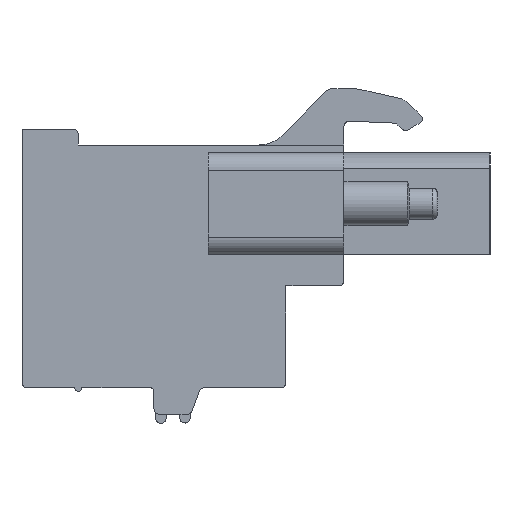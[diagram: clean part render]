
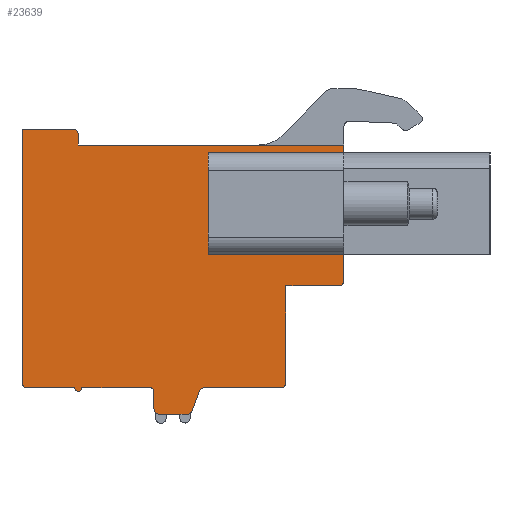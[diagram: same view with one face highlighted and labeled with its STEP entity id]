
A CAD part, left-side view. The second image highlights one B-rep face of the part: STEP entity #23639.
In plain terms, the highlighted planar face has unit normal (-1, 0, 0).
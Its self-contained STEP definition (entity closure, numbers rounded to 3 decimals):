
#4102=DIRECTION('',(0.,0.,1.));
#4103=VECTOR('',#4102,5.8);
#4104=CARTESIAN_POINT('',(-107.3,2.04,0.73));
#4105=LINE('',#4104,#4103);
#4154=DIRECTION('',(0.,0.,1.));
#4155=VECTOR('',#4154,5.8);
#4156=CARTESIAN_POINT('',(-107.3,-4.06,0.73));
#4157=LINE('',#4156,#4155);
#4158=DIRECTION('',(0.,1.,0.));
#4159=VECTOR('',#4158,6.1);
#4160=CARTESIAN_POINT('',(-107.3,-4.06,0.73));
#4161=LINE('',#4160,#4159);
#4162=DIRECTION('',(0.,1.,0.));
#4163=VECTOR('',#4162,6.1);
#4164=CARTESIAN_POINT('',(-107.3,-4.06,6.53));
#4165=LINE('',#4164,#4163);
#4166=CARTESIAN_POINT('',(-107.3,-5.36,-0.74));
#4167=DIRECTION('',(1.,0.,0.));
#4168=DIRECTION('',(0.,-1.,0.));
#4169=AXIS2_PLACEMENT_3D('',#4166,#4167,#4168);
#4171=DIRECTION('',(0.,-1.,0.));
#4172=VECTOR('',#4171,3.);
#4173=CARTESIAN_POINT('',(-107.3,-2.36,-1.04));
#4174=LINE('',#4173,#4172);
#4175=CARTESIAN_POINT('',(-107.3,-2.06,-6.54));
#4176=DIRECTION('',(1.,0.,0.));
#4177=DIRECTION('',(0.,-1.,0.));
#4178=AXIS2_PLACEMENT_3D('',#4175,#4176,#4177);
#4180=DIRECTION('',(0.,1.,0.));
#4181=VECTOR('',#4180,4.34);
#4182=CARTESIAN_POINT('',(-107.3,-2.06,-6.84));
#4183=LINE('',#4182,#4181);
#4184=CARTESIAN_POINT('',(-107.3,2.28,-7.14));
#4185=DIRECTION('',(-1.,0.,0.));
#4186=DIRECTION('',(0.,0.,1.));
#4187=AXIS2_PLACEMENT_3D('',#4184,#4185,#4186);
#4189=DIRECTION('',(0.,0.345,-0.939));
#4190=VECTOR('',#4189,1.179);
#4191=CARTESIAN_POINT('',(-107.3,2.562,-7.037));
#4192=LINE('',#4191,#4190);
#4193=CARTESIAN_POINT('',(-107.3,3.25,-8.04));
#4194=DIRECTION('',(1.,0.,0.));
#4195=DIRECTION('',(0.,-0.939,-0.345));
#4196=AXIS2_PLACEMENT_3D('',#4193,#4194,#4195);
#4198=DIRECTION('',(0.,1.,0.));
#4199=VECTOR('',#4198,1.59);
#4200=CARTESIAN_POINT('',(-107.3,3.25,-8.34));
#4201=LINE('',#4200,#4199);
#4202=CARTESIAN_POINT('',(-107.3,4.84,-8.04));
#4203=DIRECTION('',(1.,0.,0.));
#4204=DIRECTION('',(0.,0.,-1.));
#4205=AXIS2_PLACEMENT_3D('',#4202,#4203,#4204);
#4207=DIRECTION('',(0.,0.,1.));
#4208=VECTOR('',#4207,1.);
#4209=CARTESIAN_POINT('',(-107.3,5.14,-8.04));
#4210=LINE('',#4209,#4208);
#4211=CARTESIAN_POINT('',(-107.3,5.34,-7.04));
#4212=DIRECTION('',(-1.,0.,0.));
#4213=DIRECTION('',(0.,-1.,0.));
#4214=AXIS2_PLACEMENT_3D('',#4211,#4212,#4213);
#4216=DIRECTION('',(0.,1.,0.));
#4217=VECTOR('',#4216,3.9);
#4218=CARTESIAN_POINT('',(-107.3,5.34,-6.84));
#4219=LINE('',#4218,#4217);
#4220=CARTESIAN_POINT('',(-107.3,9.44,-6.84));
#4221=DIRECTION('',(1.,0.,0.));
#4222=DIRECTION('',(0.,-1.,0.));
#4223=AXIS2_PLACEMENT_3D('',#4220,#4221,#4222);
#4225=DIRECTION('',(0.,1.,0.));
#4226=VECTOR('',#4225,2.7);
#4227=CARTESIAN_POINT('',(-107.3,9.64,-6.84));
#4228=LINE('',#4227,#4226);
#4229=CARTESIAN_POINT('',(-107.3,12.34,-6.54));
#4230=DIRECTION('',(1.,0.,0.));
#4231=DIRECTION('',(0.,0.,-1.));
#4232=AXIS2_PLACEMENT_3D('',#4229,#4230,#4231);
#4234=DIRECTION('',(0.,0.,1.));
#4235=VECTOR('',#4234,14.4);
#4236=CARTESIAN_POINT('',(-107.3,12.64,-6.54));
#4237=LINE('',#4236,#4235);
#4238=DIRECTION('',(0.,-1.,0.));
#4239=VECTOR('',#4238,2.9);
#4240=CARTESIAN_POINT('',(-107.3,12.64,7.86));
#4241=LINE('',#4240,#4239);
#4242=CARTESIAN_POINT('',(-107.3,9.74,7.56));
#4243=DIRECTION('',(1.,0.,0.));
#4244=DIRECTION('',(0.,0.,1.));
#4245=AXIS2_PLACEMENT_3D('',#4242,#4243,#4244);
#4247=DIRECTION('',(0.,0.,-1.));
#4248=VECTOR('',#4247,0.6);
#4249=CARTESIAN_POINT('',(-107.3,9.44,7.56));
#4250=LINE('',#4249,#4248);
#4251=DIRECTION('',(0.,-1.,0.));
#4252=VECTOR('',#4251,15.1);
#4253=CARTESIAN_POINT('',(-107.3,9.44,6.96));
#4254=LINE('',#4253,#4252);
#4255=DIRECTION('',(0.,0.,-1.));
#4256=VECTOR('',#4255,7.7);
#4257=CARTESIAN_POINT('',(-107.3,-5.66,6.96));
#4258=LINE('',#4257,#4256);
#4271=DIRECTION('',(0.,0.,1.));
#4272=VECTOR('',#4271,5.5);
#4273=CARTESIAN_POINT('',(-107.3,-2.36,-6.54));
#4274=LINE('',#4273,#4272);
#13499=CARTESIAN_POINT('',(-107.3,9.44,6.96));
#13500=CARTESIAN_POINT('',(-107.3,-5.66,6.96));
#13501=VERTEX_POINT('',#13499);
#13502=VERTEX_POINT('',#13500);
#13503=CARTESIAN_POINT('',(-107.3,-2.36,-6.54));
#13504=CARTESIAN_POINT('',(-107.3,-2.06,-6.84));
#13505=VERTEX_POINT('',#13503);
#13506=VERTEX_POINT('',#13504);
#13507=CARTESIAN_POINT('',(-107.3,2.28,-6.84));
#13508=VERTEX_POINT('',#13507);
#13509=CARTESIAN_POINT('',(-107.3,2.562,-7.037));
#13510=VERTEX_POINT('',#13509);
#13511=CARTESIAN_POINT('',(-107.3,2.968,-8.143));
#13512=VERTEX_POINT('',#13511);
#13513=CARTESIAN_POINT('',(-107.3,3.25,-8.34));
#13514=VERTEX_POINT('',#13513);
#13515=CARTESIAN_POINT('',(-107.3,4.84,-8.34));
#13516=VERTEX_POINT('',#13515);
#13517=CARTESIAN_POINT('',(-107.3,5.14,-8.04));
#13518=VERTEX_POINT('',#13517);
#13519=CARTESIAN_POINT('',(-107.3,5.14,-7.04));
#13520=VERTEX_POINT('',#13519);
#13521=CARTESIAN_POINT('',(-107.3,5.34,-6.84));
#13522=VERTEX_POINT('',#13521);
#13523=CARTESIAN_POINT('',(-107.3,9.24,-6.84));
#13524=VERTEX_POINT('',#13523);
#13525=CARTESIAN_POINT('',(-107.3,9.64,-6.84));
#13526=VERTEX_POINT('',#13525);
#13527=CARTESIAN_POINT('',(-107.3,12.34,-6.84));
#13528=VERTEX_POINT('',#13527);
#13529=CARTESIAN_POINT('',(-107.3,12.64,-6.54));
#13530=VERTEX_POINT('',#13529);
#13531=CARTESIAN_POINT('',(-107.3,12.64,7.86));
#13532=VERTEX_POINT('',#13531);
#13533=CARTESIAN_POINT('',(-107.3,9.74,7.86));
#13534=VERTEX_POINT('',#13533);
#13535=CARTESIAN_POINT('',(-107.3,9.44,7.56));
#13536=VERTEX_POINT('',#13535);
#17381=CARTESIAN_POINT('',(-107.3,2.04,0.73));
#17382=CARTESIAN_POINT('',(-107.3,2.04,6.53));
#17383=VERTEX_POINT('',#17381);
#17384=VERTEX_POINT('',#17382);
#17417=CARTESIAN_POINT('',(-107.3,-4.06,0.73));
#17418=CARTESIAN_POINT('',(-107.3,-4.06,6.53));
#17419=VERTEX_POINT('',#17417);
#17420=VERTEX_POINT('',#17418);
#17663=CARTESIAN_POINT('',(-107.3,-5.66,-0.74));
#17664=VERTEX_POINT('',#17663);
#17665=CARTESIAN_POINT('',(-107.3,-2.36,-1.04));
#17666=VERTEX_POINT('',#17665);
#17667=CARTESIAN_POINT('',(-107.3,-5.36,-1.04));
#17668=VERTEX_POINT('',#17667);
#23583=CARTESIAN_POINT('',(-107.3,0.,0.));
#23584=DIRECTION('',(1.,0.,0.));
#23585=DIRECTION('',(0.,-1.,0.));
#23586=AXIS2_PLACEMENT_3D('',#23583,#23584,#23585);
#23587=PLANE('',#23586);
#23589=ORIENTED_EDGE('',*,*,#23588,.T.);
#23591=ORIENTED_EDGE('',*,*,#23590,.F.);
#23593=ORIENTED_EDGE('',*,*,#23592,.F.);
#23595=ORIENTED_EDGE('',*,*,#23594,.T.);
#23597=ORIENTED_EDGE('',*,*,#23596,.T.);
#23599=ORIENTED_EDGE('',*,*,#23598,.T.);
#23601=ORIENTED_EDGE('',*,*,#23600,.T.);
#23603=ORIENTED_EDGE('',*,*,#23602,.T.);
#23605=ORIENTED_EDGE('',*,*,#23604,.T.);
#23607=ORIENTED_EDGE('',*,*,#23606,.T.);
#23609=ORIENTED_EDGE('',*,*,#23608,.T.);
#23611=ORIENTED_EDGE('',*,*,#23610,.T.);
#23613=ORIENTED_EDGE('',*,*,#23612,.T.);
#23615=ORIENTED_EDGE('',*,*,#23614,.T.);
#23617=ORIENTED_EDGE('',*,*,#23616,.T.);
#23619=ORIENTED_EDGE('',*,*,#23618,.T.);
#23621=ORIENTED_EDGE('',*,*,#23620,.T.);
#23623=ORIENTED_EDGE('',*,*,#23622,.T.);
#23625=ORIENTED_EDGE('',*,*,#23624,.T.);
#23627=ORIENTED_EDGE('',*,*,#23626,.T.);
#23629=ORIENTED_EDGE('',*,*,#23628,.T.);
#23630=ORIENTED_EDGE('',*,*,#17862,.T.);
#23631=EDGE_LOOP('',(#23589,#23591,#23593,#23595,#23597,#23599,#23601,#23603,
#23605,#23607,#23609,#23611,#23613,#23615,#23617,#23619,#23621,#23623,#23625,
#23627,#23629,#23630));
#23632=FACE_OUTER_BOUND('',#23631,.F.);
#23633=ORIENTED_EDGE('',*,*,#23549,.F.);
#23634=ORIENTED_EDGE('',*,*,#23575,.T.);
#23635=ORIENTED_EDGE('',*,*,#23478,.T.);
#23636=ORIENTED_EDGE('',*,*,#23510,.F.);
#23637=EDGE_LOOP('',(#23633,#23634,#23635,#23636));
#23638=FACE_BOUND('',#23637,.F.);
#23639=ADVANCED_FACE('',(#23632,#23638),#23587,.F.);
#4170=CIRCLE('',#4169,0.3);
#4179=CIRCLE('',#4178,0.3);
#4188=CIRCLE('',#4187,0.3);
#4197=CIRCLE('',#4196,0.3);
#4206=CIRCLE('',#4205,0.3);
#4215=CIRCLE('',#4214,0.2);
#4224=CIRCLE('',#4223,0.2);
#4233=CIRCLE('',#4232,0.3);
#4246=CIRCLE('',#4245,0.3);
#17862=EDGE_CURVE('',#13502,#17664,#4258,.T.);
#23478=EDGE_CURVE('',#17420,#17384,#4165,.T.);
#23510=EDGE_CURVE('',#17383,#17384,#4105,.T.);
#23549=EDGE_CURVE('',#17419,#17383,#4161,.T.);
#23575=EDGE_CURVE('',#17419,#17420,#4157,.T.);
#23588=EDGE_CURVE('',#17664,#17668,#4170,.T.);
#23590=EDGE_CURVE('',#17666,#17668,#4174,.T.);
#23592=EDGE_CURVE('',#13505,#17666,#4274,.T.);
#23594=EDGE_CURVE('',#13505,#13506,#4179,.T.);
#23596=EDGE_CURVE('',#13506,#13508,#4183,.T.);
#23598=EDGE_CURVE('',#13508,#13510,#4188,.T.);
#23600=EDGE_CURVE('',#13510,#13512,#4192,.T.);
#23602=EDGE_CURVE('',#13512,#13514,#4197,.T.);
#23604=EDGE_CURVE('',#13514,#13516,#4201,.T.);
#23606=EDGE_CURVE('',#13516,#13518,#4206,.T.);
#23608=EDGE_CURVE('',#13518,#13520,#4210,.T.);
#23610=EDGE_CURVE('',#13520,#13522,#4215,.T.);
#23612=EDGE_CURVE('',#13522,#13524,#4219,.T.);
#23614=EDGE_CURVE('',#13524,#13526,#4224,.T.);
#23616=EDGE_CURVE('',#13526,#13528,#4228,.T.);
#23618=EDGE_CURVE('',#13528,#13530,#4233,.T.);
#23620=EDGE_CURVE('',#13530,#13532,#4237,.T.);
#23622=EDGE_CURVE('',#13532,#13534,#4241,.T.);
#23624=EDGE_CURVE('',#13534,#13536,#4246,.T.);
#23626=EDGE_CURVE('',#13536,#13501,#4250,.T.);
#23628=EDGE_CURVE('',#13501,#13502,#4254,.T.);
